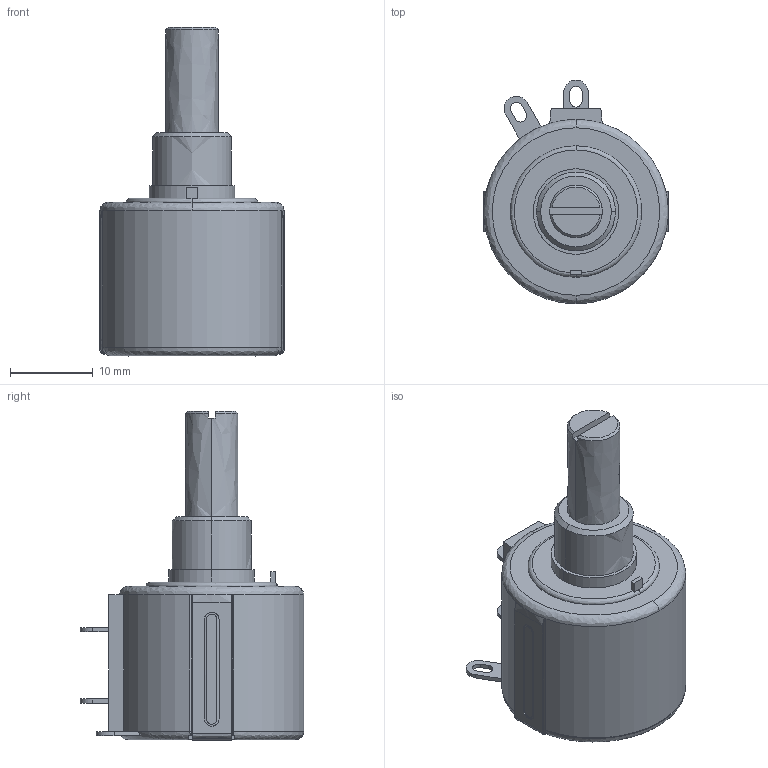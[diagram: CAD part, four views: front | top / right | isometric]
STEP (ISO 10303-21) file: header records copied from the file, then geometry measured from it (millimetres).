
FILE_DESCRIPTION((''),'2;1');
FILE_NAME('3540S-1','2007-04-04T',('RICKB'),('Bourns, Inc.'),'PRO/ENGINEER BY PARAMETRIC TECHNOLOGY CORPORATION, 2001200','PRO/ENGINEER BY PARAMETRIC TECHNOLOGY CORPORATION, 2001200','');
FILE_SCHEMA(('AUTOMOTIVE_DESIGN_CC2 { 1 2 10303 214 -1 1 5 2 }'));
Length unit declared in the file: millimetre
Products named in the file (1): 3540S-1
Bounding box: 22.23 x 27 x 39.74 mm (x, y, z)
Volume: 8391.5 mm3; surface area: 2984.4 mm2
Topology: 1 solids, 1 shells, 140 faces, 402 edges, 266 vertices
Faces by surface type: bspline 140
Entity records: 6741 total; most frequent: CARTESIAN_POINT 2619, ORIENTED_EDGE 804, DIRECTION 497, EDGE_CURVE 402, VERTEX_POINT 266, VECTOR 247, LINE 247, EDGE_LOOP 156
